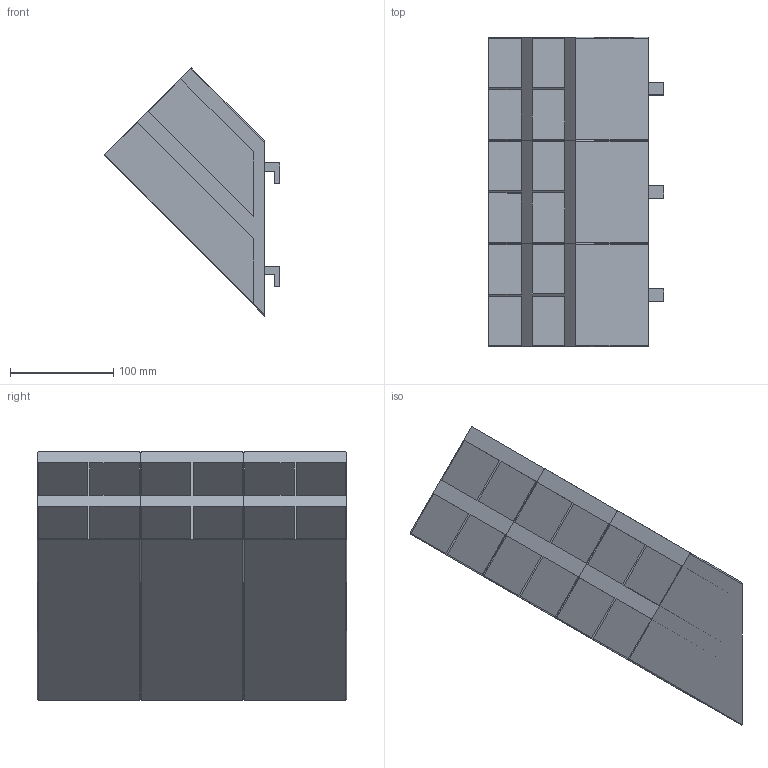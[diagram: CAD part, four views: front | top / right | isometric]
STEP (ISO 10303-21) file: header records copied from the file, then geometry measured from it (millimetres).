
FILE_DESCRIPTION(('STEP AP242'), '1');
FILE_NAME('ÒåðìîòðóáêèÑáîðêà', '', ('UNSPECIFIED'), ('UNSPECIFIED'), 'C3D Converter', 'C3D Toolkit', '');
FILE_SCHEMA(('AP242_MANAGED_MODEL_BASED_3D_ENGINEERING_MIM_LF { 1 0 10303 442 1 1 4 }'));
Length unit declared in the file: millimetre
Assembly tree (9 placements, depth 2):
  (unnamed)
    (unnamed)  x3
    (unnamed)  x6
Bounding box: 170.56 x 300 x 240.42 mm (x, y, z)
Volume: 1871876 mm3; surface area: 657385.8 mm2
Topology: 9 solids, 9 shells, 216 faces, 528 edges, 348 vertices
Faces by surface type: plane 204, cylinder 12
Entity records: 2055 total; most frequent: CARTESIAN_POINT 324, ORIENTED_EDGE 292, DIRECTION 286, EDGE_CURVE 146, LINE 138, VECTOR 138, VERTEX_POINT 96, AXIS2_PLACEMENT_3D 74
